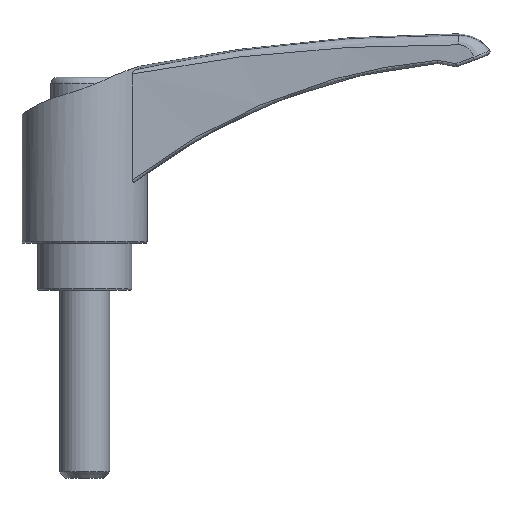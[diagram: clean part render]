
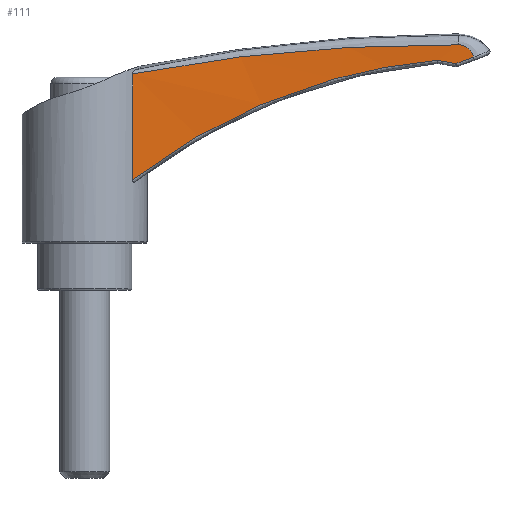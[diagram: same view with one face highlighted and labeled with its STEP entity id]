
A CAD part, front view. The second image highlights one B-rep face of the part: STEP entity #111.
In plain terms, the highlighted cylindrical face has radius 455.21 mm (diameter 910.421 mm), a partial arc.
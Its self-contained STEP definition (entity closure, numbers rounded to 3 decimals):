
#111 = ADVANCED_FACE( '', ( #252 ), #253, .F. );
#252 = FACE_OUTER_BOUND( '', #1073, .T. );
#253 = CYLINDRICAL_SURFACE( '', #1074, 455.21 );
#1073 = EDGE_LOOP( '', ( #2806, #2807, #2808, #2809, #2810, #2811 ) );
#1074 = AXIS2_PLACEMENT_3D( '', #2812, #2813, #2814 );
#2806 = ORIENTED_EDGE( '', *, *, #3086, .F. );
#2807 = ORIENTED_EDGE( '', *, *, #3059, .T. );
#2808 = ORIENTED_EDGE( '', *, *, #3100, .T. );
#2809 = ORIENTED_EDGE( '', *, *, #3018, .T. );
#2810 = ORIENTED_EDGE( '', *, *, #3101, .T. );
#2811 = ORIENTED_EDGE( '', *, *, #3102, .T. );
#2812 = CARTESIAN_POINT( '', ( 32.47, -460.96, 0. ) );
#2813 = DIRECTION( '', ( 0., 0., -1. ) );
#2814 = DIRECTION( '', ( 1., 0., 0. ) );
#3018 = EDGE_CURVE( '', #3176, #3174, #3177, .T. );
#3059 = EDGE_CURVE( '', #3247, #3245, #3248, .T. );
#3086 = EDGE_CURVE( '', #3247, #3287, #3288, .T. );
#3100 = EDGE_CURVE( '', #3245, #3176, #3309, .T. );
#3101 = EDGE_CURVE( '', #3174, #3310, #3311, .T. );
#3102 = EDGE_CURVE( '', #3310, #3287, #3312, .T. );
#3174 = VERTEX_POINT( '', #3403 );
#3176 = VERTEX_POINT( '', #3410 );
#3177 = B_SPLINE_CURVE_WITH_KNOTS( '', 3, ( #3411, #3412, #3413, #3414 ), .UNSPECIFIED., .F., .F., ( 4, 4 ), ( 0., 0.003 ), .UNSPECIFIED. );
#3245 = VERTEX_POINT( '', #3819 );
#3247 = VERTEX_POINT( '', #3862 );
#3248 = B_SPLINE_CURVE_WITH_KNOTS( '', 3, ( #3863, #3864, #3865, #3866, #3867, #3868, #3869, #3870, #3871, #3872, #3873, #3874, #3875, #3876, #3877, #3878, #3879, #3880, #3881, #3882, #3883, #3884, #3885, #3886, #3887, #3888, #3889 ), .UNSPECIFIED., .F., .F., ( 4, 1, 1, 1, 1, 1, 2, 1, 2, 2, 1, 2, 1, 1, 1, 1, 1, 1, 1, 1, 4 ), ( 0., 0.003, 0.007, 0.01, 0.013, 0.017, 0.02, 0.021, 0.021, 0.021, 0.022, 0.023, 0.027, 0.03, 0.033, 0.037, 0.04, 0.043, 0.047, 0.05, 0.053 ), .UNSPECIFIED. );
#3287 = VERTEX_POINT( '', #4295 );
#3288 = B_SPLINE_CURVE_WITH_KNOTS( '', 3, ( #4296, #4297, #4298, #4299 ), .UNSPECIFIED., .F., .F., ( 4, 4 ), ( 0.036, 0.975 ), .UNSPECIFIED. );
#3309 = B_SPLINE_CURVE_WITH_KNOTS( '', 3, ( #4542, #4543, #4544, #4545 ), .UNSPECIFIED., .F., .F., ( 4, 4 ), ( 0., 0.003 ), .UNSPECIFIED. );
#3310 = VERTEX_POINT( '', #4546 );
#3311 = B_SPLINE_CURVE_WITH_KNOTS( '', 3, ( #4547, #4548, #4549, #4550, #4551, #4552, #4553, #4554, #4555, #4556, #4557, #4558, #4559, #4560, #4561, #4562 ), .UNSPECIFIED., .F., .F., ( 4, 1, 1, 1, 1, 1, 1, 1, 1, 1, 1, 1, 1, 4 ), ( 0.145, 0.178, 0.211, 0.244, 0.304, 0.364, 0.427, 0.491, 0.618, 0.746, 0.81, 0.873, 0.936, 1. ), .UNSPECIFIED. );
#3312 = B_SPLINE_CURVE_WITH_KNOTS( '', 3, ( #4563, #4564, #4565, #4566, #4567, #4568, #4569, #4570, #4571, #4572, #4573, #4574, #4575, #4576, #4577, #4578, #4579, #4580, #4581, #4582, #4583 ), .UNSPECIFIED., .F., .F., ( 4, 1, 1, 1, 1, 1, 1, 1, 1, 1, 1, 1, 1, 1, 1, 1, 1, 1, 4 ), ( 0., 0.028, 0.056, 0.084, 0.112, 0.139, 0.167, 0.195, 0.223, 0.25, 0.376, 0.5, 0.625, 0.749, 0.8, 0.851, 0.901, 0.951, 1. ), .UNSPECIFIED. );
#3403 = CARTESIAN_POINT( '', ( 62.085, -6.714, 29.721 ) );
#3410 = CARTESIAN_POINT( '', ( 59.287, -6.541, 28.71 ) );
#3411 = CARTESIAN_POINT( '', ( 59.287, -6.541, 28.71 ) );
#3412 = CARTESIAN_POINT( '', ( 60.22, -6.596, 29.048 ) );
#3413 = CARTESIAN_POINT( '', ( 61.153, -6.654, 29.384 ) );
#3414 = CARTESIAN_POINT( '', ( 62.085, -6.714, 29.721 ) );
#3819 = CARTESIAN_POINT( '', ( 56.402, -6.38, 29.23 ) );
#3862 = CARTESIAN_POINT( '', ( 7.662, -6.426, 10.14 ) );
#3863 = CARTESIAN_POINT( '', ( 7.662, -6.426, 10.14 ) );
#3864 = CARTESIAN_POINT( '', ( 8.543, -6.378, 10.821 ) );
#3865 = CARTESIAN_POINT( '', ( 10.326, -6.286, 12.149 ) );
#3866 = CARTESIAN_POINT( '', ( 13.062, -6.161, 14.039 ) );
#3867 = CARTESIAN_POINT( '', ( 15.86, -6.05, 15.828 ) );
#3868 = CARTESIAN_POINT( '', ( 18.72, -5.955, 17.516 ) );
#3869 = CARTESIAN_POINT( '', ( 21.641, -5.876, 19.103 ) );
#3870 = CARTESIAN_POINT( '', ( 23.631, -5.835, 20.093 ) );
#3871 = CARTESIAN_POINT( '', ( 24.887, -5.813, 20.691 ) );
#3872 = CARTESIAN_POINT( '', ( 25.202, -5.808, 20.839 ) );
#3873 = CARTESIAN_POINT( '', ( 25.518, -5.803, 20.985 ) );
#3874 = CARTESIAN_POINT( '', ( 25.644, -5.801, 21.043 ) );
#3875 = CARTESIAN_POINT( '', ( 25.707, -5.8, 21.073 ) );
#3876 = CARTESIAN_POINT( '', ( 25.897, -5.797, 21.16 ) );
#3877 = CARTESIAN_POINT( '', ( 26.531, -5.788, 21.449 ) );
#3878 = CARTESIAN_POINT( '', ( 27.166, -5.781, 21.73 ) );
#3879 = CARTESIAN_POINT( '', ( 28.695, -5.765, 22.392 ) );
#3880 = CARTESIAN_POINT( '', ( 30.743, -5.75, 23.234 ) );
#3881 = CARTESIAN_POINT( '', ( 33.846, -5.749, 24.383 ) );
#3882 = CARTESIAN_POINT( '', ( 36.978, -5.769, 25.419 ) );
#3883 = CARTESIAN_POINT( '', ( 40.141, -5.811, 26.341 ) );
#3884 = CARTESIAN_POINT( '', ( 43.332, -5.876, 27.15 ) );
#3885 = CARTESIAN_POINT( '', ( 46.554, -5.964, 27.847 ) );
#3886 = CARTESIAN_POINT( '', ( 49.805, -6.076, 28.43 ) );
#3887 = CARTESIAN_POINT( '', ( 53.086, -6.213, 28.898 ) );
#3888 = CARTESIAN_POINT( '', ( 55.293, -6.321, 29.133 ) );
#3889 = CARTESIAN_POINT( '', ( 56.402, -6.38, 29.23 ) );
#4295 = CARTESIAN_POINT( '', ( 7.662, -6.426, 27.061 ) );
#4296 = CARTESIAN_POINT( '', ( 7.662, -6.426, 10.14 ) );
#4297 = CARTESIAN_POINT( '', ( 7.662, -6.426, 15.781 ) );
#4298 = CARTESIAN_POINT( '', ( 7.662, -6.426, 21.421 ) );
#4299 = CARTESIAN_POINT( '', ( 7.662, -6.426, 27.061 ) );
#4542 = CARTESIAN_POINT( '', ( 56.402, -6.38, 29.23 ) );
#4543 = CARTESIAN_POINT( '', ( 57.364, -6.43, 29.057 ) );
#4544 = CARTESIAN_POINT( '', ( 58.326, -6.484, 28.884 ) );
#4545 = CARTESIAN_POINT( '', ( 59.287, -6.541, 28.71 ) );
#4546 = CARTESIAN_POINT( '', ( 59.677, -6.564, 31.703 ) );
#4547 = CARTESIAN_POINT( '', ( 62.085, -6.714, 29.721 ) );
#4548 = CARTESIAN_POINT( '', ( 62.075, -6.714, 29.763 ) );
#4549 = CARTESIAN_POINT( '', ( 62.055, -6.712, 29.848 ) );
#4550 = CARTESIAN_POINT( '', ( 62.017, -6.71, 29.971 ) );
#4551 = CARTESIAN_POINT( '', ( 61.961, -6.706, 30.127 ) );
#4552 = CARTESIAN_POINT( '', ( 61.881, -6.701, 30.31 ) );
#4553 = CARTESIAN_POINT( '', ( 61.766, -6.694, 30.521 ) );
#4554 = CARTESIAN_POINT( '', ( 61.623, -6.684, 30.721 ) );
#4555 = CARTESIAN_POINT( '', ( 61.405, -6.671, 30.974 ) );
#4556 = CARTESIAN_POINT( '', ( 61.089, -6.65, 31.251 ) );
#4557 = CARTESIAN_POINT( '', ( 60.723, -6.628, 31.461 ) );
#4558 = CARTESIAN_POINT( '', ( 60.413, -6.608, 31.585 ) );
#4559 = CARTESIAN_POINT( '', ( 60.172, -6.594, 31.652 ) );
#4560 = CARTESIAN_POINT( '', ( 59.926, -6.579, 31.694 ) );
#4561 = CARTESIAN_POINT( '', ( 59.76, -6.569, 31.7 ) );
#4562 = CARTESIAN_POINT( '', ( 59.677, -6.564, 31.703 ) );
#4563 = CARTESIAN_POINT( '', ( 59.677, -6.564, 31.703 ) );
#4564 = CARTESIAN_POINT( '', ( 59.189, -6.535, 31.706 ) );
#4565 = CARTESIAN_POINT( '', ( 58.215, -6.478, 31.712 ) );
#4566 = CARTESIAN_POINT( '', ( 56.755, -6.398, 31.711 ) );
#4567 = CARTESIAN_POINT( '', ( 55.297, -6.322, 31.703 ) );
#4568 = CARTESIAN_POINT( '', ( 53.841, -6.251, 31.687 ) );
#4569 = CARTESIAN_POINT( '', ( 52.388, -6.185, 31.665 ) );
#4570 = CARTESIAN_POINT( '', ( 50.937, -6.124, 31.635 ) );
#4571 = CARTESIAN_POINT( '', ( 49.489, -6.068, 31.597 ) );
#4572 = CARTESIAN_POINT( '', ( 48.043, -6.016, 31.553 ) );
#4573 = CARTESIAN_POINT( '', ( 44.893, -5.913, 31.439 ) );
#4574 = CARTESIAN_POINT( '', ( 40.066, -5.798, 31.197 ) );
#4575 = CARTESIAN_POINT( '', ( 33.538, -5.736, 30.713 ) );
#4576 = CARTESIAN_POINT( '', ( 27.051, -5.767, 30.07 ) );
#4577 = CARTESIAN_POINT( '', ( 21.849, -5.866, 29.418 ) );
#4578 = CARTESIAN_POINT( '', ( 17.96, -5.979, 28.856 ) );
#4579 = CARTESIAN_POINT( '', ( 15.351, -6.069, 28.449 ) );
#4580 = CARTESIAN_POINT( '', ( 12.766, -6.174, 28.014 ) );
#4581 = CARTESIAN_POINT( '', ( 10.204, -6.292, 27.556 ) );
#4582 = CARTESIAN_POINT( '', ( 8.507, -6.382, 27.226 ) );
#4583 = CARTESIAN_POINT( '', ( 7.662, -6.426, 27.061 ) );
